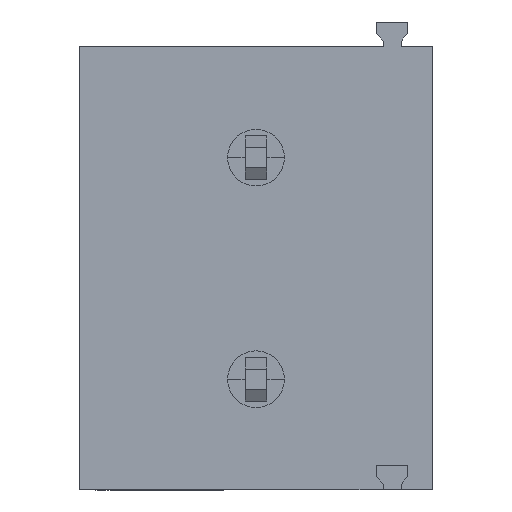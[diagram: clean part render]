
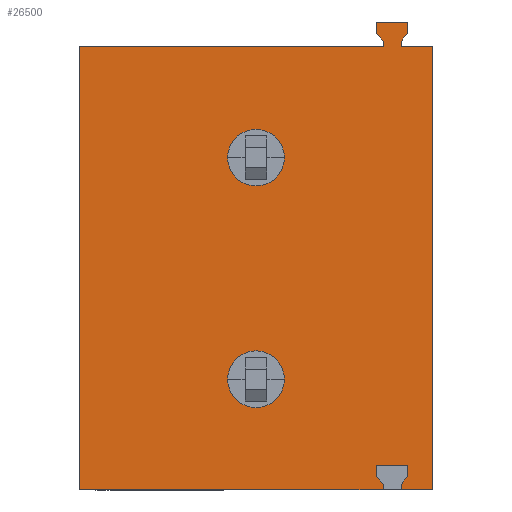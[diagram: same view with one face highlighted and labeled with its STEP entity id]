
A CAD part, front view. The second image highlights one B-rep face of the part: STEP entity #26500.
In plain terms, the highlighted planar face has unit normal (0, -1, 0).
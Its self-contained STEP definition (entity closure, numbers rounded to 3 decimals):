
#5260=CARTESIAN_POINT('',(-35.204,15.509
   ,-5.08));
#5270=VERTEX_POINT('',#5260);
#5300=CARTESIAN_POINT('',(-35.854,15.509
   ,-5.08));
#5310=DIRECTION('',(0.,-1.,
   0.));
#5320=DIRECTION('',(1.,0.,
   0.));
#5330=AXIS2_PLACEMENT_3D('',#5300,#5310,#5320);
#5340=CIRCLE('',#5330,0.65);
#5350=CARTESIAN_POINT('',(-36.504,15.509
   ,-5.08));
#5360=VERTEX_POINT('',#5350);
#5370=EDGE_CURVE('',#5360,#5270,#5340,.T.);
#5670=CARTESIAN_POINT('',(-38.767,15.509
   ,-7.62));
#5680=VERTEX_POINT('',#5670);
#5830=CARTESIAN_POINT('',(-38.767,15.509
   ,-7.749));
#5840=VERTEX_POINT('',#5830);
#5870=CARTESIAN_POINT('',(-38.767,15.509
   ,0.));
#5880=DIRECTION('',(0.,0.,
   -1.));
#5890=VECTOR('',#5880,1.);
#5900=LINE('',#5870,#5890);
#5910=EDGE_CURVE('',#5680,#5840,#5900,.T.);
#6210=CARTESIAN_POINT('',(-38.617,15.509
   ,-7.927));
#6220=VERTEX_POINT('',#6210);
#6250=CARTESIAN_POINT('',(-45.283,15.509
   ,0.));
#6260=DIRECTION('',(0.644,0.,
   -0.765));
#6270=VECTOR('',#6260,1.);
#6280=LINE('',#6250,#6270);
#6290=EDGE_CURVE('',#5840,#6220,#6280,.T.);
#6590=CARTESIAN_POINT('',(-38.617,15.509
   ,-8.19));
#6600=VERTEX_POINT('',#6590);
#6630=CARTESIAN_POINT('',(-38.617,15.509
   ,0.));
#6640=DIRECTION('',(0.,0.,
   -1.));
#6650=VECTOR('',#6640,1.);
#6660=LINE('',#6630,#6650);
#6670=EDGE_CURVE('',#6220,#6600,#6660,.T.);
#6900=CARTESIAN_POINT('',(-39.331,15.509
   ,-8.19));
#6910=VERTEX_POINT('',#6900);
#7060=CARTESIAN_POINT('',(-39.331,15.509
   ,-7.927));
#7070=VERTEX_POINT('',#7060);
#7100=CARTESIAN_POINT('',(-39.331,15.509
   ,0.));
#7110=DIRECTION('',(0.,0.,
   1.));
#7120=VECTOR('',#7110,1.);
#7130=LINE('',#7100,#7120);
#7140=EDGE_CURVE('',#6910,#7070,#7130,.T.);
#7880=CARTESIAN_POINT('',(-39.904,15.509
   ,-7.62));
#7890=VERTEX_POINT('',#7880);
#7920=CARTESIAN_POINT('',(-88.926,15.509
   ,-7.62));
#7930=DIRECTION('',(-1.,0.,
   0.));
#7940=VECTOR('',#7930,1.);
#7950=LINE('',#7920,#7940);
#7960=CARTESIAN_POINT('',(-39.181,15.509
   ,-7.62));
#7970=VERTEX_POINT('',#7960);
#7980=EDGE_CURVE('',#7970,#7890,#7950,.T.);
#8150=CARTESIAN_POINT('',(-31.804,15.509
   ,-7.62));
#8160=VERTEX_POINT('',#8150);
#8170=EDGE_CURVE('',#8160,#5680,#7950,.T.);
#15980=CARTESIAN_POINT('',(-39.181,
   15.509,-7.749));
#15990=VERTEX_POINT('',#15980);
#16020=CARTESIAN_POINT('',(-32.665,
   15.509,0.));
#16030=DIRECTION('',(0.644,0.,
   0.765));
#16040=VECTOR('',#16030,1.);
#16050=LINE('',#16020,#16040);
#16060=EDGE_CURVE('',#7070,#15990,#16050,.T.);
#16260=CARTESIAN_POINT('',(-39.181,
   15.509,0.));
#16270=DIRECTION('',(0.,0.,
   1.));
#16280=VECTOR('',#16270,1.);
#16290=LINE('',#16260,#16280);
#16300=EDGE_CURVE('',#15990,#7970,#16290,.T.);
#16500=CARTESIAN_POINT('',(-88.926,
   15.509,-8.19));
#16510=DIRECTION('',(-1.,0.,
   0.));
#16520=VECTOR('',#16510,1.);
#16530=LINE('',#16500,#16520);
#16540=EDGE_CURVE('',#6600,#6910,#16530,.T.);
#25320=CARTESIAN_POINT('',(-34.43,
   15.509,-1.602));
#25330=DIRECTION('',(0.,-1.,
   0.));
#25340=DIRECTION('',(1.,0.,
   0.));
#25350=AXIS2_PLACEMENT_3D('',#25320,#25330,#25340);
#25360=PLANE('',#25350);
#25370=CARTESIAN_POINT('',(-35.854,
   15.509,0.));
#25380=DIRECTION('',(0.,-1.,
   0.));
#25390=DIRECTION('',(1.,0.,
   0.));
#25400=AXIS2_PLACEMENT_3D('',#25370,#25380,#25390);
#25410=CIRCLE('',#25400,0.65);
#25420=CARTESIAN_POINT('',(-35.204,
   15.509,0.));
#25430=VERTEX_POINT('',#25420);
#25440=CARTESIAN_POINT('',(-36.504,
   15.509,0.));
#25450=VERTEX_POINT('',#25440);
#25460=EDGE_CURVE('',#25430,#25450,#25410,.T.);
#25470=ORIENTED_EDGE('',*,*,#25460,.F.);
#25480=EDGE_CURVE('',#25450,#25430,#25410,.T.);
#25490=ORIENTED_EDGE('',*,*,#25480,.F.);
#25500=EDGE_LOOP('',(#25490,#25470));
#25510=FACE_BOUND('',#25500,.T.);
#25520=CARTESIAN_POINT('',(-88.926,
   15.509,2.54));
#25530=DIRECTION('',(-1.,0.,
   0.));
#25540=VECTOR('',#25530,1.);
#25550=LINE('',#25520,#25540);
#25560=CARTESIAN_POINT('',(-39.181,
   15.509,2.54));
#25570=VERTEX_POINT('',#25560);
#25580=CARTESIAN_POINT('',(-39.904,
   15.509,2.54));
#25590=VERTEX_POINT('',#25580);
#25600=EDGE_CURVE('',#25570,#25590,#25550,.T.);
#25610=ORIENTED_EDGE('',*,*,#25600,.T.);
#25620=CARTESIAN_POINT('',(-39.181,
   15.509,0.));
#25630=DIRECTION('',(0.,0.,
   1.));
#25640=VECTOR('',#25630,1.);
#25650=LINE('',#25620,#25640);
#25660=CARTESIAN_POINT('',(-39.181,
   15.509,2.411));
#25670=VERTEX_POINT('',#25660);
#25680=EDGE_CURVE('',#25670,#25570,#25650,.T.);
#25690=ORIENTED_EDGE('',*,*,#25680,.T.);
#25700=CARTESIAN_POINT('',(-41.209,
   15.509,0.));
#25710=DIRECTION('',(0.644,0.,
   0.765));
#25720=VECTOR('',#25710,1.);
#25730=LINE('',#25700,#25720);
#25740=CARTESIAN_POINT('',(-39.331,
   15.509,2.233));
#25750=VERTEX_POINT('',#25740);
#25760=EDGE_CURVE('',#25750,#25670,#25730,.T.);
#25770=ORIENTED_EDGE('',*,*,#25760,.T.);
#25780=CARTESIAN_POINT('',(-39.331,
   15.509,0.));
#25790=DIRECTION('',(0.,0.,
   1.));
#25800=VECTOR('',#25790,1.);
#25810=LINE('',#25780,#25800);
#25820=CARTESIAN_POINT('',(-39.331,
   15.509,1.97));
#25830=VERTEX_POINT('',#25820);
#25840=EDGE_CURVE('',#25830,#25750,#25810,.T.);
#25850=ORIENTED_EDGE('',*,*,#25840,.T.);
#25860=CARTESIAN_POINT('',(-88.926,
   15.509,1.97));
#25870=DIRECTION('',(-1.,0.,
   0.));
#25880=VECTOR('',#25870,1.);
#25890=LINE('',#25860,#25880);
#25900=CARTESIAN_POINT('',(-38.617,
   15.509,1.97));
#25910=VERTEX_POINT('',#25900);
#25920=EDGE_CURVE('',#25910,#25830,#25890,.T.);
#25930=ORIENTED_EDGE('',*,*,#25920,.T.);
#25940=CARTESIAN_POINT('',(-38.617,
   15.509,0.));
#25950=DIRECTION('',(0.,0.,
   -1.));
#25960=VECTOR('',#25950,1.);
#25970=LINE('',#25940,#25960);
#25980=CARTESIAN_POINT('',(-38.617,
   15.509,2.233));
#25990=VERTEX_POINT('',#25980);
#26000=EDGE_CURVE('',#25990,#25910,#25970,.T.);
#26010=ORIENTED_EDGE('',*,*,#26000,.T.);
#26020=CARTESIAN_POINT('',(-36.739,
   15.509,0.));
#26030=DIRECTION('',(0.644,0.,
   -0.765));
#26040=VECTOR('',#26030,1.);
#26050=LINE('',#26020,#26040);
#26060=CARTESIAN_POINT('',(-38.767,
   15.509,2.411));
#26070=VERTEX_POINT('',#26060);
#26080=EDGE_CURVE('',#26070,#25990,#26050,.T.);
#26090=ORIENTED_EDGE('',*,*,#26080,.T.);
#26100=CARTESIAN_POINT('',(-38.767,
   15.509,0.));
#26110=DIRECTION('',(0.,0.,
   -1.));
#26120=VECTOR('',#26110,1.);
#26130=LINE('',#26100,#26120);
#26140=CARTESIAN_POINT('',(-38.767,
   15.509,2.54));
#26150=VERTEX_POINT('',#26140);
#26160=EDGE_CURVE('',#26150,#26070,#26130,.T.);
#26170=ORIENTED_EDGE('',*,*,#26160,.T.);
#26180=CARTESIAN_POINT('',(-31.804,
   15.509,2.54));
#26190=VERTEX_POINT('',#26180);
#26200=EDGE_CURVE('',#26190,#26150,#25550,.T.);
#26210=ORIENTED_EDGE('',*,*,#26200,.T.);
#26220=CARTESIAN_POINT('',(-31.804,
   15.509,0.));
#26230=DIRECTION('',(0.,0.,
   -1.));
#26240=VECTOR('',#26230,1.);
#26250=LINE('',#26220,#26240);
#26260=EDGE_CURVE('',#26190,#8160,#26250,.T.);
#26270=ORIENTED_EDGE('',*,*,#26260,.F.);
#26280=ORIENTED_EDGE('',*,*,#8170,.F.);
#26290=ORIENTED_EDGE('',*,*,#5910,.F.);
#26300=ORIENTED_EDGE('',*,*,#6290,.F.);
#26310=ORIENTED_EDGE('',*,*,#6670,.F.);
#26320=ORIENTED_EDGE('',*,*,#16540,.F.);
#26330=ORIENTED_EDGE('',*,*,#7140,.F.);
#26340=ORIENTED_EDGE('',*,*,#16060,.F.);
#26350=ORIENTED_EDGE('',*,*,#16300,.F.);
#26360=ORIENTED_EDGE('',*,*,#7980,.F.);
#26370=CARTESIAN_POINT('',(-39.904,
   15.509,0.));
#26380=DIRECTION('',(0.,0.,
   1.));
#26390=VECTOR('',#26380,1.);
#26400=LINE('',#26370,#26390);
#26410=EDGE_CURVE('',#7890,#25590,#26400,.T.);
#26420=ORIENTED_EDGE('',*,*,#26410,.F.);
#26430=EDGE_LOOP('',(#26420,#26360,#26350,#26340,#26330,#26320,#26310,
   #26300,#26290,#26280,#26270,#26210,#26170,#26090,#26010,#25930,#25850
   ,#25770,#25690,#25610));
#26440=FACE_OUTER_BOUND('',#26430,.T.);
#26450=ORIENTED_EDGE('',*,*,#5370,.F.);
#26460=EDGE_CURVE('',#5270,#5360,#5340,.T.);
#26470=ORIENTED_EDGE('',*,*,#26460,.F.);
#26480=EDGE_LOOP('',(#26470,#26450));
#26490=FACE_BOUND('',#26480,.T.);
#26500=ADVANCED_FACE('',(#25510,#26440,#26490),#25360,.T.);
